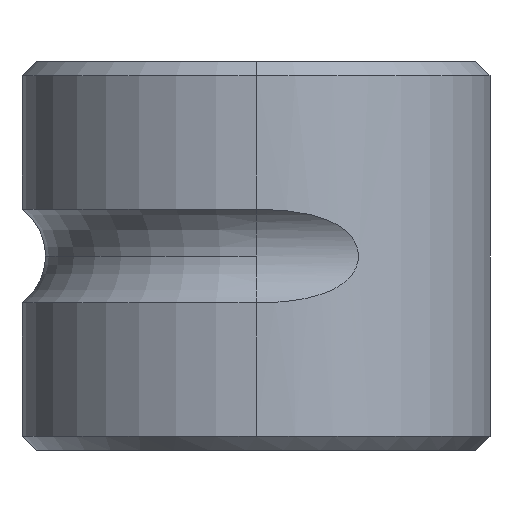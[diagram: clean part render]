
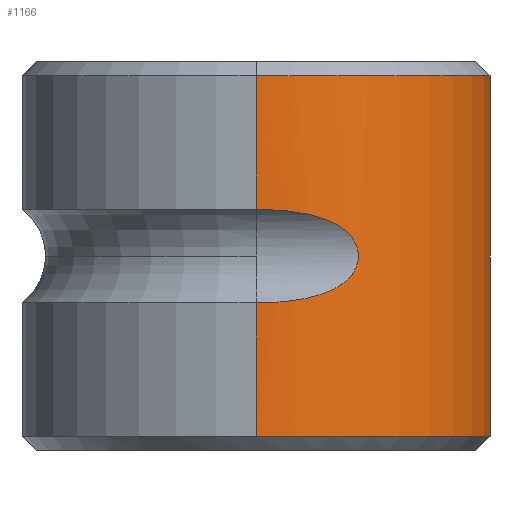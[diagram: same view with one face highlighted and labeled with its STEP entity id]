
A CAD part, left-side view. The second image highlights one B-rep face of the part: STEP entity #1166.
In plain terms, the highlighted cylindrical face has radius 5 mm (diameter 10 mm), a partial arc.
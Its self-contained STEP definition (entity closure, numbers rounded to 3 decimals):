
#23 = VERTEX_POINT ( 'NONE', #1521 ) ;
#24 = CARTESIAN_POINT ( 'NONE',  ( -4.516, -2.147, 0.222 ) ) ;
#39 = CARTESIAN_POINT ( 'NONE',  ( -5., -0.224, -1. ) ) ;
#44 = CARTESIAN_POINT ( 'NONE',  ( -4.667, -1.796, -0.629 ) ) ;
#54 = CARTESIAN_POINT ( 'NONE',  ( -4.927, -0.881, 0.941 ) ) ;
#65 = CYLINDRICAL_SURFACE ( 'NONE', #76, 5. ) ;
#76 = AXIS2_PLACEMENT_3D ( 'NONE', #861, #1231, #1478 ) ;
#89 = VERTEX_POINT ( 'NONE', #647 ) ;
#175 = VECTOR ( 'NONE', #1241, 1000. ) ;
#196 = DIRECTION ( 'NONE',  ( 0., 0., 1. ) ) ;
#266 = EDGE_CURVE ( 'NONE', #1055, #1550, #1538, .T. ) ;
#277 = CARTESIAN_POINT ( 'NONE',  ( -4.985, -0.445, 0.989 ) ) ;
#300 = LINE ( 'NONE', #671, #829 ) ;
#309 = EDGE_CURVE ( 'NONE', #23, #1055, #695, .T. ) ;
#313 = ORIENTED_EDGE ( 'NONE', *, *, #309, .T. ) ;
#314 = DIRECTION ( 'NONE',  ( 0., 0., -1. ) ) ;
#316 = ORIENTED_EDGE ( 'NONE', *, *, #969, .T. ) ;
#385 = CARTESIAN_POINT ( 'NONE',  ( -4.985, -0.445, -0.989 ) ) ;
#407 = VERTEX_POINT ( 'NONE', #1496 ) ;
#425 = CARTESIAN_POINT ( 'NONE',  ( 0., 0., 3.85 ) ) ;
#459 = ORIENTED_EDGE ( 'NONE', *, *, #689, .T. ) ;
#505 = CARTESIAN_POINT ( 'NONE',  ( -4.702, -1.703, -0.684 ) ) ;
#515 = EDGE_CURVE ( 'NONE', #1550, #89, #985, .T. ) ;
#526 = CARTESIAN_POINT ( 'NONE',  ( -5., 0., -1. ) ) ;
#626 = CARTESIAN_POINT ( 'NONE',  ( -5., 0., 1. ) ) ;
#636 = CARTESIAN_POINT ( 'NONE',  ( -4.599, -1.964, 0.494 ) ) ;
#642 = CARTESIAN_POINT ( 'NONE',  ( -5., 0., 4.15 ) ) ;
#647 = CARTESIAN_POINT ( 'NONE',  ( -5., 0., 3.85 ) ) ;
#649 = CARTESIAN_POINT ( 'NONE',  ( -4.567, -2.037, -0.415 ) ) ;
#671 = CARTESIAN_POINT ( 'NONE',  ( -5., 0., 4.15 ) ) ;
#676 = AXIS2_PLACEMENT_3D ( 'NONE', #425, #909, #1302 ) ;
#689 = EDGE_CURVE ( 'NONE', #928, #23, #1377, .T. ) ;
#695 = CIRCLE ( 'NONE', #977, 5. ) ;
#705 = ORIENTED_EDGE ( 'NONE', *, *, #515, .T. ) ;
#742 = CARTESIAN_POINT ( 'NONE',  ( -4.77, -1.514, 0.781 ) ) ;
#748 = CARTESIAN_POINT ( 'NONE',  ( -4.768, -1.51, -0.775 ) ) ;
#768 = EDGE_CURVE ( 'NONE', #407, #928, #1154, .T. ) ;
#829 = VECTOR ( 'NONE', #314, 1000. ) ;
#861 = CARTESIAN_POINT ( 'NONE',  ( 0., 0., 4.15 ) ) ;
#884 = CARTESIAN_POINT ( 'NONE',  ( -4.798, -1.41, -0.812 ) ) ;
#891 = CARTESIAN_POINT ( 'NONE',  ( -4.5, -2.179, -0.113 ) ) ;
#900 = CARTESIAN_POINT ( 'NONE',  ( 4., -3., 3.85 ) ) ;
#909 = DIRECTION ( 'NONE',  ( 0., 0., -1. ) ) ;
#928 = VERTEX_POINT ( 'NONE', #1543 ) ;
#969 = EDGE_CURVE ( 'NONE', #89, #407, #300, .T. ) ;
#977 = AXIS2_PLACEMENT_3D ( 'NONE', #1439, #1208, #1100 ) ;
#985 = CIRCLE ( 'NONE', #676, 5. ) ;
#1055 = VERTEX_POINT ( 'NONE', #1569 ) ;
#1100 = DIRECTION ( 'NONE',  ( 1., 0., 0. ) ) ;
#1132 = CARTESIAN_POINT ( 'NONE',  ( -4.927, -0.882, -0.941 ) ) ;
#1140 = CARTESIAN_POINT ( 'NONE',  ( -4.6, -1.962, -0.495 ) ) ;
#1154 = B_SPLINE_CURVE_WITH_KNOTS ( 'NONE', 3,
 ( #626, #1370, #277, #54, #1384, #742, #1480, #636, #1471, #24, #1487, #891, #1493, #649, #1140, #44, #505, #748, #884, #1362, #1132, #385, #39, #526 ),
 .UNSPECIFIED., .F., .F.,
 ( 4, 2, 2, 2, 2, 2, 2, 2, 2, 2, 2, 4 ),
 ( 0., 0.001, 0.001, 0.002, 0.002, 0.003, 0.003, 0.003, 0.004, 0.004, 0.005, 0.005 ),
 .UNSPECIFIED. ) ;
#1166 = ADVANCED_FACE ( 'NONE', ( #1469 ), #65, .T. ) ;
#1208 = DIRECTION ( 'NONE',  ( 0., 0., 1. ) ) ;
#1231 = DIRECTION ( 'NONE',  ( 0., 0., -1. ) ) ;
#1232 = ORIENTED_EDGE ( 'NONE', *, *, #768, .T. ) ;
#1241 = DIRECTION ( 'NONE',  ( 0., 0., -1. ) ) ;
#1250 = ORIENTED_EDGE ( 'NONE', *, *, #266, .T. ) ;
#1302 = DIRECTION ( 'NONE',  ( 1., 0., 0. ) ) ;
#1316 = EDGE_LOOP ( 'NONE', ( #705, #316, #1232, #459, #313, #1250 ) ) ;
#1362 = CARTESIAN_POINT ( 'NONE',  ( -4.882, -1.1, -0.904 ) ) ;
#1370 = CARTESIAN_POINT ( 'NONE',  ( -5., -0.224, 1. ) ) ;
#1377 = LINE ( 'NONE', #642, #175 ) ;
#1384 = CARTESIAN_POINT ( 'NONE',  ( -4.883, -1.097, 0.904 ) ) ;
#1439 = CARTESIAN_POINT ( 'NONE',  ( 0., 0., -3.85 ) ) ;
#1469 = FACE_OUTER_BOUND ( 'NONE', #1316, .T. ) ;
#1471 = CARTESIAN_POINT ( 'NONE',  ( -4.566, -2.038, 0.413 ) ) ;
#1478 = DIRECTION ( 'NONE',  ( -1., 0., 0. ) ) ;
#1480 = CARTESIAN_POINT ( 'NONE',  ( -4.7, -1.714, 0.695 ) ) ;
#1487 = CARTESIAN_POINT ( 'NONE',  ( -4.5, -2.18, 0.111 ) ) ;
#1493 = CARTESIAN_POINT ( 'NONE',  ( -4.517, -2.146, -0.225 ) ) ;
#1496 = CARTESIAN_POINT ( 'NONE',  ( -5., 0., 1. ) ) ;
#1521 = CARTESIAN_POINT ( 'NONE',  ( -5., 0., -3.85 ) ) ;
#1530 = CARTESIAN_POINT ( 'NONE',  ( 4., -3., 4.15 ) ) ;
#1538 = LINE ( 'NONE', #1530, #1564 ) ;
#1543 = CARTESIAN_POINT ( 'NONE',  ( -5., 0., -1. ) ) ;
#1550 = VERTEX_POINT ( 'NONE', #900 ) ;
#1564 = VECTOR ( 'NONE', #196, 1000. ) ;
#1569 = CARTESIAN_POINT ( 'NONE',  ( 4., -3., -3.85 ) ) ;
